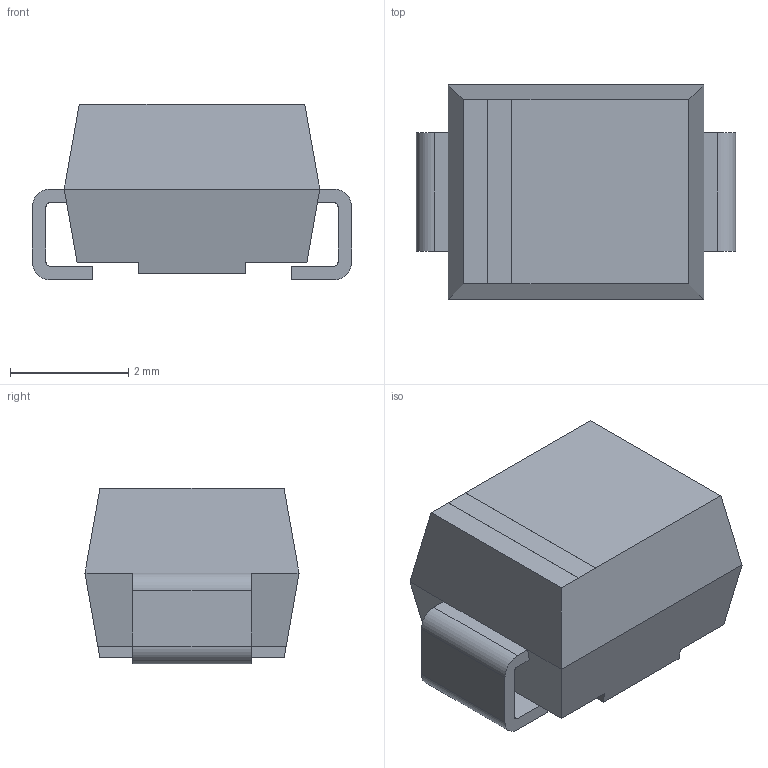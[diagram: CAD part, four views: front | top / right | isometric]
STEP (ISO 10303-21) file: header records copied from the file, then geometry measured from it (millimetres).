
FILE_DESCRIPTION (( 'STEP AP214' ), '1' );
FILE_NAME ('SMB_L4.3-W3.6-LS5.4-BI.STEP', '2021-08-02T03:33:02', ( 'PC' ), ( 'Microsoft' ), 'SwSTEP 2.0', 'SolidWorks 2018', '' );
FILE_SCHEMA (( 'AUTOMOTIVE_DESIGN' ));
Length unit declared in the file: millimetre
Products named in the file (2): SMB_L4.3-W3.6-LS5.4-BI
Bounding box: 5.4 x 3.62 x 2.97 mm (x, y, z)
Volume: 40.4 mm3; surface area: 88.9 mm2
Topology: 1 solids, 1 shells, 103 faces, 274 edges, 180 vertices
Faces by surface type: plane 81, bspline 14, cylinder 8
Entity records: 5022 total; most frequent: CARTESIAN_POINT 1357, ORIENTED_EDGE 548, DIRECTION 444, EDGE_CURVE 274, LINE 230, VECTOR 230, VERTEX_POINT 180, EDGE_LOOP 110
